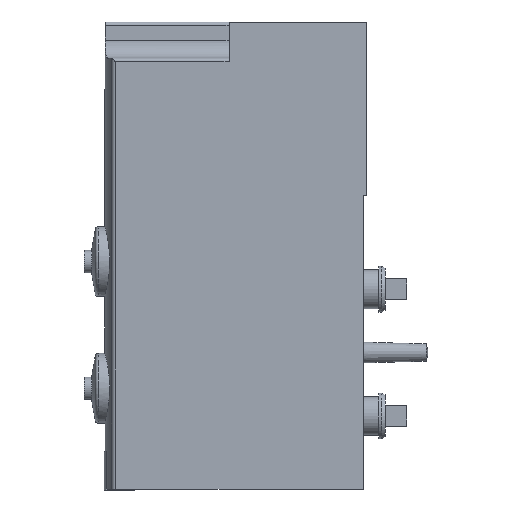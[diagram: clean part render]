
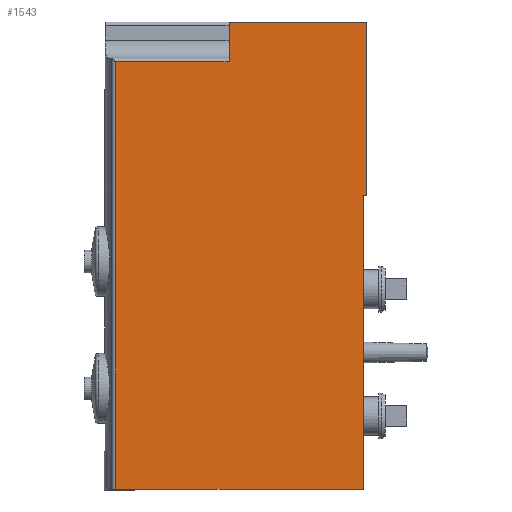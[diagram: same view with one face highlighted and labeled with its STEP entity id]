
A CAD part, left-side view. The second image highlights one B-rep face of the part: STEP entity #1543.
In plain terms, the highlighted planar face has unit normal (-1, 0, 0).
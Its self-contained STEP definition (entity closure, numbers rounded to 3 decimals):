
#38=PLANE('',#1676);
#174=LINE('',#2407,#306);
#191=LINE('',#2453,#323);
#198=LINE('',#2475,#330);
#199=LINE('',#2477,#331);
#200=LINE('',#2479,#332);
#201=LINE('',#2481,#333);
#202=LINE('',#2483,#334);
#203=LINE('',#2485,#335);
#306=VECTOR('',#1860,1000.);
#323=VECTOR('',#1893,1000.);
#330=VECTOR('',#1910,1000.);
#331=VECTOR('',#1911,1000.);
#332=VECTOR('',#1912,1000.);
#333=VECTOR('',#1913,1000.);
#334=VECTOR('',#1914,1000.);
#335=VECTOR('',#1915,1000.);
#494=ORIENTED_EDGE('',*,*,#897,.F.);
#495=ORIENTED_EDGE('',*,*,#908,.F.);
#496=ORIENTED_EDGE('',*,*,#909,.F.);
#497=ORIENTED_EDGE('',*,*,#910,.F.);
#498=ORIENTED_EDGE('',*,*,#911,.F.);
#499=ORIENTED_EDGE('',*,*,#912,.T.);
#500=ORIENTED_EDGE('',*,*,#913,.T.);
#501=ORIENTED_EDGE('',*,*,#875,.T.);
#875=EDGE_CURVE('',#1082,#1081,#174,.T.);
#897=EDGE_CURVE('',#1103,#1081,#191,.T.);
#908=EDGE_CURVE('',#1113,#1103,#198,.T.);
#909=EDGE_CURVE('',#1114,#1113,#199,.T.);
#910=EDGE_CURVE('',#1115,#1114,#200,.T.);
#911=EDGE_CURVE('',#1116,#1115,#201,.T.);
#912=EDGE_CURVE('',#1116,#1117,#202,.T.);
#913=EDGE_CURVE('',#1117,#1082,#203,.T.);
#1081=VERTEX_POINT('',#2406);
#1082=VERTEX_POINT('',#2408);
#1103=VERTEX_POINT('',#2454);
#1113=VERTEX_POINT('',#2476);
#1114=VERTEX_POINT('',#2478);
#1115=VERTEX_POINT('',#2480);
#1116=VERTEX_POINT('',#2482);
#1117=VERTEX_POINT('',#2484);
#1230=EDGE_LOOP('',(#494,#495,#496,#497,#498,#499,#500,#501));
#1377=FACE_BOUND('',#1230,.T.);
#1543=ADVANCED_FACE('',(#1377),#38,.F.);
#1676=AXIS2_PLACEMENT_3D('',#2474,#1908,#1909);
#1860=DIRECTION('',(0.,-1.,0.));
#1893=DIRECTION('',(0.,0.,-1.));
#1908=DIRECTION('',(1.,0.,0.));
#1909=DIRECTION('',(0.,0.,-1.));
#1910=DIRECTION('',(0.,1.,0.));
#1911=DIRECTION('',(0.,0.,-1.));
#1912=DIRECTION('',(0.,-1.,0.));
#1913=DIRECTION('',(0.,0.,1.));
#1914=DIRECTION('',(0.,1.,0.));
#1915=DIRECTION('',(0.,0.,-1.));
#2406=CARTESIAN_POINT('',(-5.1,0.4,-23.2));
#2407=CARTESIAN_POINT('',(-5.1,29.151,-23.2));
#2408=CARTESIAN_POINT('',(-5.1,29.151,-23.2));
#2453=CARTESIAN_POINT('',(-5.1,0.4,31.));
#2454=CARTESIAN_POINT('',(-5.1,0.4,10.88));
#2474=CARTESIAN_POINT('',(-5.1,29.151,31.));
#2475=CARTESIAN_POINT('',(-5.1,29.151,10.88));
#2476=CARTESIAN_POINT('',(-5.1,0.,10.88));
#2477=CARTESIAN_POINT('',(-5.1,0.,31.));
#2478=CARTESIAN_POINT('',(-5.1,0.,31.));
#2479=CARTESIAN_POINT('',(-5.1,29.151,31.));
#2480=CARTESIAN_POINT('',(-5.1,16.,31.));
#2481=CARTESIAN_POINT('',(-5.1,16.,31.));
#2482=CARTESIAN_POINT('',(-5.1,16.,26.4));
#2483=CARTESIAN_POINT('',(-5.1,16.,26.4));
#2484=CARTESIAN_POINT('',(-5.1,29.151,26.4));
#2485=CARTESIAN_POINT('',(-5.1,29.151,31.));
